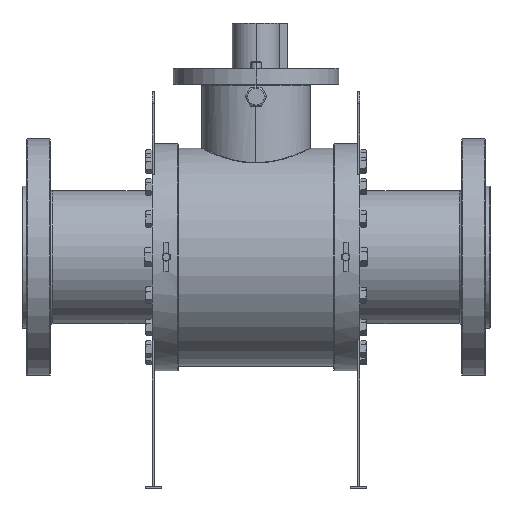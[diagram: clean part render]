
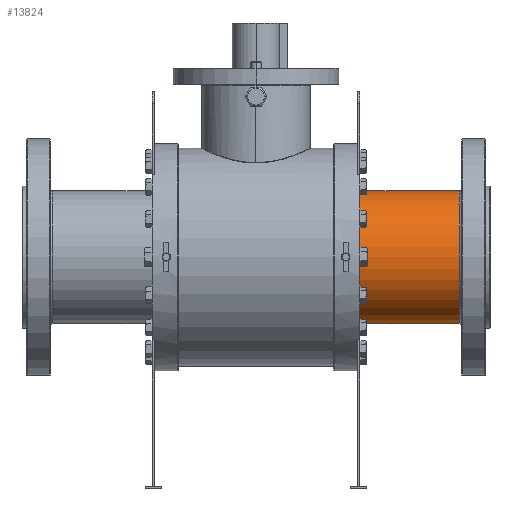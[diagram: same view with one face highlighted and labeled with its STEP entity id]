
A CAD part, top view. The second image highlights one B-rep face of the part: STEP entity #13824.
In plain terms, the highlighted cylindrical face has radius 140.5 mm (diameter 281 mm), a partial arc.
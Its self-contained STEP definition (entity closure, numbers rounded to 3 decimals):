
#15 = DIRECTION ( 'NONE',  ( -1., 0., 0. ) ) ;
#720 = CARTESIAN_POINT ( 'NONE',  ( 220., 140.5, 0. ) ) ;
#784 = ORIENTED_EDGE ( 'NONE', *, *, #2870, .T. ) ;
#2659 = EDGE_CURVE ( 'NONE', #6515, #8099, #15086, .T. ) ;
#2840 = EDGE_LOOP ( 'NONE', ( #10380, #15662, #784, #5610 ) ) ;
#2870 = EDGE_CURVE ( 'NONE', #8099, #5910, #4252, .T. ) ;
#2896 = CARTESIAN_POINT ( 'NONE',  ( 220., -140.5, 0. ) ) ;
#3348 = DIRECTION ( 'NONE',  ( 0., -1., 0. ) ) ;
#3972 = DIRECTION ( 'NONE',  ( 0., 0., -1. ) ) ;
#4252 = CIRCLE ( 'NONE', #15017, 140.5 ) ;
#4309 = CIRCLE ( 'NONE', #12951, 140.5 ) ;
#5164 = DIRECTION ( 'NONE',  ( -1., 0., 0. ) ) ;
#5238 = CARTESIAN_POINT ( 'NONE',  ( -495.5, -140.5, 0. ) ) ;
#5377 = DIRECTION ( 'NONE',  ( 0., 1., 0. ) ) ;
#5610 = ORIENTED_EDGE ( 'NONE', *, *, #12395, .F. ) ;
#5910 = VERTEX_POINT ( 'NONE', #2896 ) ;
#5966 = CYLINDRICAL_SURFACE ( 'NONE', #10623, 140.5 ) ;
#6515 = VERTEX_POINT ( 'NONE', #8345 ) ;
#7919 = DIRECTION ( 'NONE',  ( 1., 0., 0. ) ) ;
#8099 = VERTEX_POINT ( 'NONE', #720 ) ;
#8345 = CARTESIAN_POINT ( 'NONE',  ( 430.5, 140.5, 0. ) ) ;
#8836 = VERTEX_POINT ( 'NONE', #8837 ) ;
#8837 = CARTESIAN_POINT ( 'NONE',  ( 430.5, -140.5, 0. ) ) ;
#9150 = DIRECTION ( 'NONE',  ( -1., 0., 0. ) ) ;
#9665 = DIRECTION ( 'NONE',  ( -1., 0., 0. ) ) ;
#10380 = ORIENTED_EDGE ( 'NONE', *, *, #10398, .T. ) ;
#10398 = EDGE_CURVE ( 'NONE', #8836, #6515, #4309, .T. ) ;
#10623 = AXIS2_PLACEMENT_3D ( 'NONE', #15875, #9665, #3348 ) ;
#12280 = FACE_OUTER_BOUND ( 'NONE', #2840, .T. ) ;
#12328 = VECTOR ( 'NONE', #15, 1000. ) ;
#12336 = CARTESIAN_POINT ( 'NONE',  ( 430.5, 0., 0. ) ) ;
#12395 = EDGE_CURVE ( 'NONE', #8836, #5910, #13864, .T. ) ;
#12951 = AXIS2_PLACEMENT_3D ( 'NONE', #12336, #9150, #5377 ) ;
#13824 = ADVANCED_FACE ( 'NONE', ( #12280 ), #5966, .T. ) ;
#13864 = LINE ( 'NONE', #5238, #14008 ) ;
#14008 = VECTOR ( 'NONE', #5164, 1000. ) ;
#14249 = CARTESIAN_POINT ( 'NONE',  ( 220., 0., 0. ) ) ;
#15017 = AXIS2_PLACEMENT_3D ( 'NONE', #14249, #7919, #3972 ) ;
#15086 = LINE ( 'NONE', #16090, #12328 ) ;
#15662 = ORIENTED_EDGE ( 'NONE', *, *, #2659, .T. ) ;
#15875 = CARTESIAN_POINT ( 'NONE',  ( -495.5, 0., 0. ) ) ;
#16090 = CARTESIAN_POINT ( 'NONE',  ( -495.5, 140.5, 0. ) ) ;
